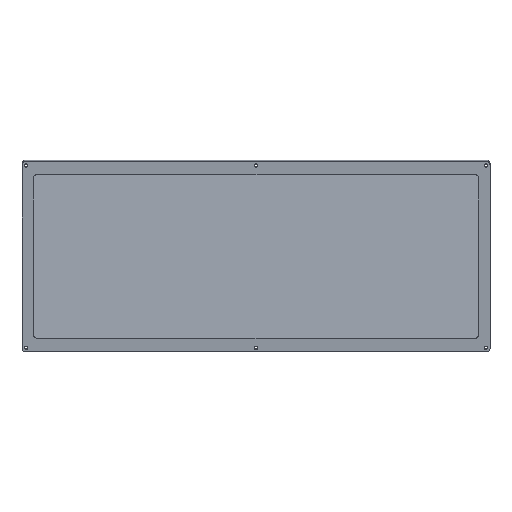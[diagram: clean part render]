
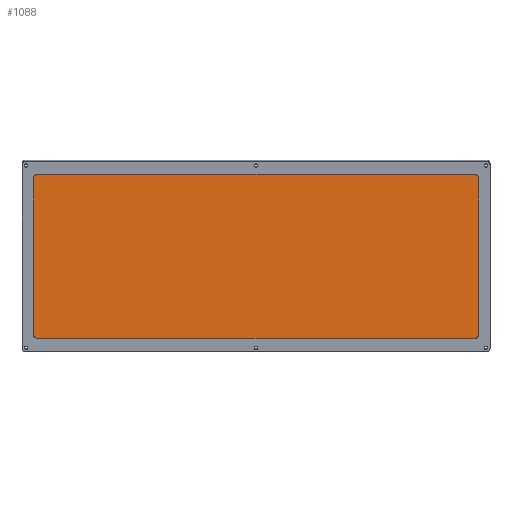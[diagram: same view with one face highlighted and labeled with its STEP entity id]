
A CAD part, top view. The second image highlights one B-rep face of the part: STEP entity #1088.
In plain terms, the highlighted planar face has unit normal (0, 0, 1).
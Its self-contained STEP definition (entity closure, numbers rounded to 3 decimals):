
#44=PLANE('',#1172);
#76=FACE_OUTER_BOUND('',#143,.T.);
#143=EDGE_LOOP('',(#749,#750,#751,#752,#753,#754,#755,#756));
#245=LINE('',#1659,#335);
#254=LINE('',#1681,#344);
#255=LINE('',#1683,#345);
#256=LINE('',#1687,#346);
#335=VECTOR('',#1307,10.);
#344=VECTOR('',#1324,10.);
#345=VECTOR('',#1325,10.);
#346=VECTOR('',#1328,10.);
#423=CIRCLE('',#1166,2.);
#424=CIRCLE('',#1170,2.);
#425=CIRCLE('',#1173,2.);
#426=CIRCLE('',#1174,2.);
#471=VERTEX_POINT('',#1649);
#472=VERTEX_POINT('',#1650);
#475=VERTEX_POINT('',#1658);
#481=VERTEX_POINT('',#1672);
#482=VERTEX_POINT('',#1673);
#485=VERTEX_POINT('',#1682);
#486=VERTEX_POINT('',#1684);
#487=VERTEX_POINT('',#1686);
#573=EDGE_CURVE('',#471,#472,#423,.T.);
#577=EDGE_CURVE('',#475,#471,#245,.T.);
#584=EDGE_CURVE('',#481,#482,#424,.T.);
#588=EDGE_CURVE('',#472,#481,#254,.T.);
#589=EDGE_CURVE('',#482,#485,#255,.T.);
#590=EDGE_CURVE('',#485,#486,#425,.T.);
#591=EDGE_CURVE('',#486,#487,#256,.T.);
#592=EDGE_CURVE('',#487,#475,#426,.T.);
#749=ORIENTED_EDGE('',*,*,#573,.T.);
#750=ORIENTED_EDGE('',*,*,#588,.T.);
#751=ORIENTED_EDGE('',*,*,#584,.T.);
#752=ORIENTED_EDGE('',*,*,#589,.T.);
#753=ORIENTED_EDGE('',*,*,#590,.T.);
#754=ORIENTED_EDGE('',*,*,#591,.T.);
#755=ORIENTED_EDGE('',*,*,#592,.T.);
#756=ORIENTED_EDGE('',*,*,#577,.T.);
#1088=ADVANCED_FACE('',(#76),#44,.F.);
#1166=AXIS2_PLACEMENT_3D('',#1651,#1299,#1300);
#1170=AXIS2_PLACEMENT_3D('',#1674,#1316,#1317);
#1172=AXIS2_PLACEMENT_3D('',#1680,#1322,#1323);
#1173=AXIS2_PLACEMENT_3D('',#1685,#1326,#1327);
#1174=AXIS2_PLACEMENT_3D('',#1688,#1329,#1330);
#1299=DIRECTION('center_axis',(0.,0.,
1.));
#1300=DIRECTION('ref_axis',(-0.707,0.707,0.));
#1307=DIRECTION('',(-1.,0.,0.));
#1316=DIRECTION('center_axis',(0.,0.,
1.));
#1317=DIRECTION('ref_axis',(-0.707,-0.707,0.));
#1322=DIRECTION('center_axis',(0.,0.,
-1.));
#1323=DIRECTION('ref_axis',(1.,0.,0.));
#1324=DIRECTION('',(0.,-1.,0.));
#1325=DIRECTION('',(1.,0.,0.));
#1326=DIRECTION('center_axis',(0.,0.,
1.));
#1327=DIRECTION('ref_axis',(0.707,-0.707,0.));
#1328=DIRECTION('',(0.,1.,0.));
#1329=DIRECTION('center_axis',(0.,0.,
1.));
#1330=DIRECTION('ref_axis',(0.707,0.707,0.));
#1649=CARTESIAN_POINT('',(3.6,-3.057,4.051));
#1650=CARTESIAN_POINT('',(1.6,-5.057,4.051));
#1651=CARTESIAN_POINT('Origin',(3.6,-5.057,4.051));
#1658=CARTESIAN_POINT('',(269.387,-3.057,4.051));
#1659=CARTESIAN_POINT('',(271.387,-3.057,4.051));
#1672=CARTESIAN_POINT('',(1.6,-100.229,4.051));
#1673=CARTESIAN_POINT('',(3.6,-102.229,4.051));
#1674=CARTESIAN_POINT('Origin',(3.6,-100.229,4.051));
#1680=CARTESIAN_POINT('Origin',(136.493,-52.643,4.051));
#1681=CARTESIAN_POINT('',(1.6,-3.057,4.051));
#1682=CARTESIAN_POINT('',(269.387,-102.229,4.051));
#1683=CARTESIAN_POINT('',(1.6,-102.229,4.051));
#1684=CARTESIAN_POINT('',(271.387,-100.229,4.051));
#1685=CARTESIAN_POINT('Origin',(269.387,-100.229,4.051));
#1686=CARTESIAN_POINT('',(271.387,-5.057,4.051));
#1687=CARTESIAN_POINT('',(271.387,-102.229,4.051));
#1688=CARTESIAN_POINT('Origin',(269.387,-5.057,4.051));
